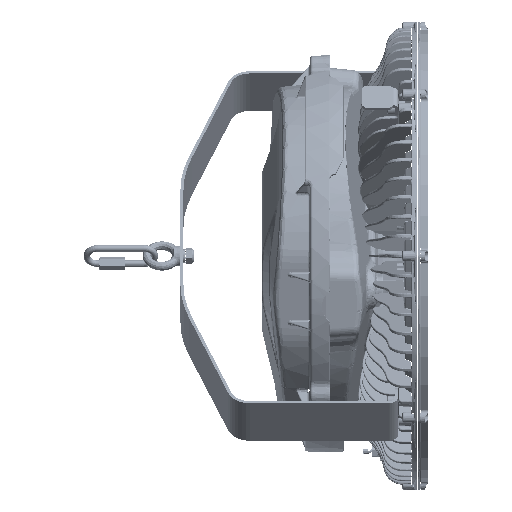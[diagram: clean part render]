
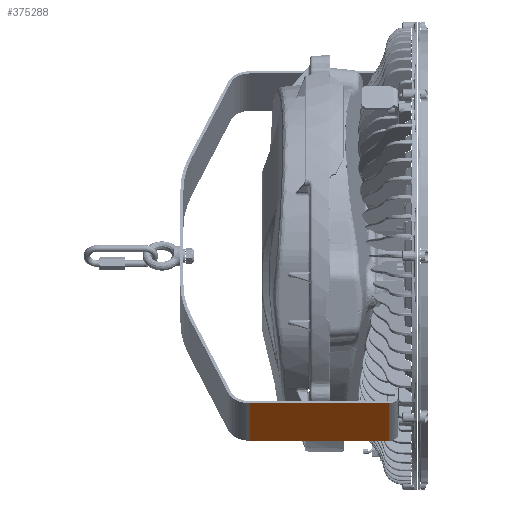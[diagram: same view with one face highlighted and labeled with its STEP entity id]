
A CAD part, left-side view. The second image highlights one B-rep face of the part: STEP entity #375288.
In plain terms, the highlighted planar face has unit normal (-0.707, 0, -0.707).
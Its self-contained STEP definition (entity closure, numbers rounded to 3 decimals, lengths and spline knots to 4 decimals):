
#374386=DIRECTION('',(0.,1.,0.));
#374387=VECTOR('',#374386,5.25);
#374388=CARTESIAN_POINT('',(-5.5635,0.868,-6.9777));
#374389=LINE('',#374388,#374387);
#374584=DIRECTION('',(0.,1.,0.));
#374585=VECTOR('',#374584,5.25);
#374586=CARTESIAN_POINT('',(-6.9777,0.868,-5.5635));
#374587=LINE('',#374586,#374585);
#374677=DIRECTION('',(0.707,0.,-0.707));
#374678=VECTOR('',#374677,2.);
#374679=CARTESIAN_POINT('',(-6.9777,0.868,-5.5635));
#374680=LINE('',#374679,#374678);
#374681=DIRECTION('',(0.707,0.,-0.707));
#374682=VECTOR('',#374681,2.);
#374683=CARTESIAN_POINT('',(-6.9777,6.118,-5.5635));
#374684=LINE('',#374683,#374682);
#374758=CARTESIAN_POINT('',(-6.9777,0.868,-5.5635));
#374760=VERTEX_POINT('',#374758);
#374761=CARTESIAN_POINT('',(-6.9777,6.118,-5.5635));
#374762=VERTEX_POINT('',#374761);
#374770=CARTESIAN_POINT('',(-5.5635,0.868,-6.9777));
#374772=VERTEX_POINT('',#374770);
#374773=CARTESIAN_POINT('',(-5.5635,6.118,-6.9777));
#374774=VERTEX_POINT('',#374773);
#375276=CARTESIAN_POINT('',(-6.9777,0.868,-5.5635));
#375277=DIRECTION('',(-0.707,0.,-0.707));
#375278=DIRECTION('',(0.,1.,0.));
#375279=AXIS2_PLACEMENT_3D('',#375276,#375277,#375278);
#375280=PLANE('',#375279);
#375281=ORIENTED_EDGE('',*,*,#375098,.F.);
#375282=ORIENTED_EDGE('',*,*,#375271,.T.);
#375283=ORIENTED_EDGE('',*,*,#374952,.T.);
#375285=ORIENTED_EDGE('',*,*,#375284,.F.);
#375286=EDGE_LOOP('',(#375281,#375282,#375283,#375285));
#375287=FACE_OUTER_BOUND('',#375286,.F.);
#375288=ADVANCED_FACE('',(#375287),#375280,.T.);
#374952=EDGE_CURVE('',#374772,#374774,#374389,.T.);
#375098=EDGE_CURVE('',#374760,#374762,#374587,.T.);
#375271=EDGE_CURVE('',#374760,#374772,#374680,.T.);
#375284=EDGE_CURVE('',#374762,#374774,#374684,.T.);
